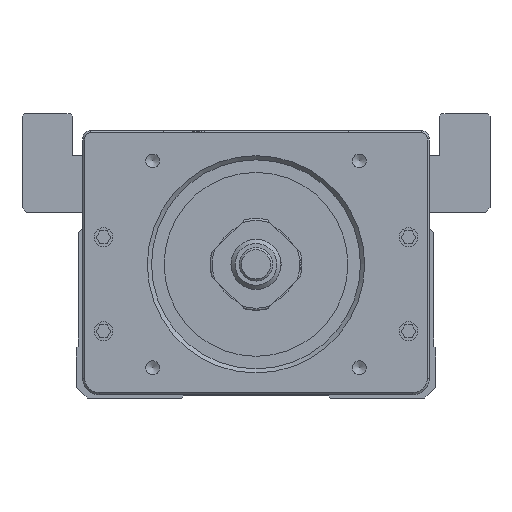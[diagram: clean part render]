
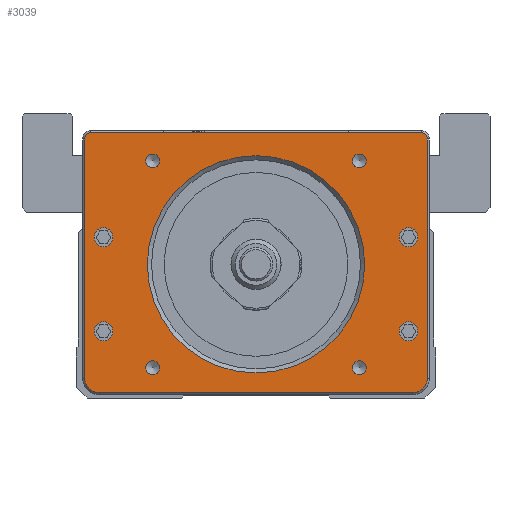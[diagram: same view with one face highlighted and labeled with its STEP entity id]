
A CAD part, front view. The second image highlights one B-rep face of the part: STEP entity #3039.
In plain terms, the highlighted planar face has unit normal (0, -1, 0).
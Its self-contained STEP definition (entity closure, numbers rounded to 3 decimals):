
#939=FACE_BOUND('',#6493,.T.);
#940=FACE_BOUND('',#6494,.T.);
#941=FACE_BOUND('',#6495,.T.);
#942=FACE_BOUND('',#6496,.T.);
#943=FACE_BOUND('',#6497,.T.);
#944=FACE_BOUND('',#6498,.T.);
#945=FACE_BOUND('',#6499,.T.);
#946=FACE_BOUND('',#6500,.T.);
#947=FACE_BOUND('',#6501,.T.);
#948=FACE_BOUND('',#6502,.T.);
#2059=CIRCLE('',#24841,26.);
#2060=CIRCLE('',#24842,1.65);
#2061=CIRCLE('',#24843,1.65);
#2062=CIRCLE('',#24844,1.65);
#2063=CIRCLE('',#24845,1.65);
#2064=CIRCLE('',#24846,1.5);
#2065=CIRCLE('',#24847,1.5);
#2066=CIRCLE('',#24848,3.5);
#2067=CIRCLE('',#24849,3.5);
#2068=CIRCLE('',#24850,2.25);
#2069=CIRCLE('',#24851,2.25);
#2070=CIRCLE('',#24852,2.25);
#2071=CIRCLE('',#24853,2.25);
#3039=ADVANCED_FACE('',(#939,#940,#941,#942,#943,#944,#945,#946,#947,#948),
#4170,.F.);
#4170=PLANE('',#24854);
#6493=EDGE_LOOP('',(#10845));
#6494=EDGE_LOOP('',(#10846));
#6495=EDGE_LOOP('',(#10847));
#6496=EDGE_LOOP('',(#10848));
#6497=EDGE_LOOP('',(#10849));
#6498=EDGE_LOOP('',(#10850,#10851,#10852,#10853,#10854,#10855,#10856,#10857));
#6499=EDGE_LOOP('',(#10858));
#6500=EDGE_LOOP('',(#10859));
#6501=EDGE_LOOP('',(#10860));
#6502=EDGE_LOOP('',(#10861));
#10845=ORIENTED_EDGE('',*,*,#17880,.T.);
#10846=ORIENTED_EDGE('',*,*,#17881,.T.);
#10847=ORIENTED_EDGE('',*,*,#17882,.T.);
#10848=ORIENTED_EDGE('',*,*,#17883,.T.);
#10849=ORIENTED_EDGE('',*,*,#17884,.T.);
#10850=ORIENTED_EDGE('',*,*,#17885,.T.);
#10851=ORIENTED_EDGE('',*,*,#17886,.T.);
#10852=ORIENTED_EDGE('',*,*,#17887,.T.);
#10853=ORIENTED_EDGE('',*,*,#17888,.T.);
#10854=ORIENTED_EDGE('',*,*,#17889,.T.);
#10855=ORIENTED_EDGE('',*,*,#17890,.T.);
#10856=ORIENTED_EDGE('',*,*,#17891,.T.);
#10857=ORIENTED_EDGE('',*,*,#17892,.T.);
#10858=ORIENTED_EDGE('',*,*,#17893,.T.);
#10859=ORIENTED_EDGE('',*,*,#17894,.T.);
#10860=ORIENTED_EDGE('',*,*,#17895,.T.);
#10861=ORIENTED_EDGE('',*,*,#17896,.T.);
#15147=VERTEX_POINT('',#37132);
#15148=VERTEX_POINT('',#37134);
#15149=VERTEX_POINT('',#37136);
#15150=VERTEX_POINT('',#37138);
#15151=VERTEX_POINT('',#37140);
#15152=VERTEX_POINT('',#37142);
#15153=VERTEX_POINT('',#37143);
#15154=VERTEX_POINT('',#37145);
#15155=VERTEX_POINT('',#37147);
#15156=VERTEX_POINT('',#37149);
#15157=VERTEX_POINT('',#37151);
#15158=VERTEX_POINT('',#37153);
#15159=VERTEX_POINT('',#37155);
#15160=VERTEX_POINT('',#37158);
#15161=VERTEX_POINT('',#37160);
#15162=VERTEX_POINT('',#37162);
#15163=VERTEX_POINT('',#37164);
#17880=EDGE_CURVE('',#15147,#15147,#2059,.T.);
#17881=EDGE_CURVE('',#15148,#15148,#2060,.T.);
#17882=EDGE_CURVE('',#15149,#15149,#2061,.T.);
#17883=EDGE_CURVE('',#15150,#15150,#2062,.T.);
#17884=EDGE_CURVE('',#15151,#15151,#2063,.T.);
#17885=EDGE_CURVE('',#15152,#15153,#20545,.T.);
#17886=EDGE_CURVE('',#15153,#15154,#2064,.T.);
#17887=EDGE_CURVE('',#15154,#15155,#20546,.T.);
#17888=EDGE_CURVE('',#15155,#15156,#2065,.T.);
#17889=EDGE_CURVE('',#15156,#15157,#20547,.T.);
#17890=EDGE_CURVE('',#15157,#15158,#2066,.T.);
#17891=EDGE_CURVE('',#15158,#15159,#20548,.T.);
#17892=EDGE_CURVE('',#15159,#15152,#2067,.T.);
#17893=EDGE_CURVE('',#15160,#15160,#2068,.T.);
#17894=EDGE_CURVE('',#15161,#15161,#2069,.T.);
#17895=EDGE_CURVE('',#15162,#15162,#2070,.T.);
#17896=EDGE_CURVE('',#15163,#15163,#2071,.T.);
#20545=LINE('',#37141,#22824);
#20546=LINE('',#37146,#22825);
#20547=LINE('',#37150,#22826);
#20548=LINE('',#37154,#22827);
#22824=VECTOR('',#29371,1.);
#22825=VECTOR('',#29374,1.);
#22826=VECTOR('',#29377,1.);
#22827=VECTOR('',#29380,1.);
#24841=AXIS2_PLACEMENT_3D('',#37131,#29361,#29362);
#24842=AXIS2_PLACEMENT_3D('',#37133,#29363,#29364);
#24843=AXIS2_PLACEMENT_3D('',#37135,#29365,#29366);
#24844=AXIS2_PLACEMENT_3D('',#37137,#29367,#29368);
#24845=AXIS2_PLACEMENT_3D('',#37139,#29369,#29370);
#24846=AXIS2_PLACEMENT_3D('',#37144,#29372,#29373);
#24847=AXIS2_PLACEMENT_3D('',#37148,#29375,#29376);
#24848=AXIS2_PLACEMENT_3D('',#37152,#29378,#29379);
#24849=AXIS2_PLACEMENT_3D('',#37156,#29381,#29382);
#24850=AXIS2_PLACEMENT_3D('',#37157,#29383,#29384);
#24851=AXIS2_PLACEMENT_3D('',#37159,#29385,#29386);
#24852=AXIS2_PLACEMENT_3D('',#37161,#29387,#29388);
#24853=AXIS2_PLACEMENT_3D('',#37163,#29389,#29390);
#24854=AXIS2_PLACEMENT_3D('',#37165,#29391,#29392);
#29361=DIRECTION('',(0.,1.,0.));
#29362=DIRECTION('',(0.,0.,1.));
#29363=DIRECTION('',(0.,1.,0.));
#29364=DIRECTION('',(0.,0.,1.));
#29365=DIRECTION('',(0.,1.,0.));
#29366=DIRECTION('',(0.,0.,1.));
#29367=DIRECTION('',(0.,1.,0.));
#29368=DIRECTION('',(0.,0.,1.));
#29369=DIRECTION('',(0.,1.,0.));
#29370=DIRECTION('',(0.,0.,1.));
#29371=DIRECTION('',(0.,0.,1.));
#29372=DIRECTION('',(0.,-1.,0.));
#29373=DIRECTION('',(0.,0.,1.));
#29374=DIRECTION('',(-1.,0.,0.));
#29375=DIRECTION('',(0.,-1.,0.));
#29376=DIRECTION('',(0.,0.,1.));
#29377=DIRECTION('',(0.,0.,-1.));
#29378=DIRECTION('',(0.,-1.,0.));
#29379=DIRECTION('',(0.,0.,1.));
#29380=DIRECTION('',(1.,0.,0.));
#29381=DIRECTION('',(0.,-1.,0.));
#29382=DIRECTION('',(0.,0.,1.));
#29383=DIRECTION('',(0.,1.,0.));
#29384=DIRECTION('',(0.,0.,1.));
#29385=DIRECTION('',(0.,1.,0.));
#29386=DIRECTION('',(0.,0.,1.));
#29387=DIRECTION('',(0.,1.,0.));
#29388=DIRECTION('',(0.,0.,1.));
#29389=DIRECTION('',(0.,1.,0.));
#29390=DIRECTION('',(0.,0.,1.));
#29391=DIRECTION('',(0.,1.,0.));
#29392=DIRECTION('',(0.,0.,-1.));
#37131=CARTESIAN_POINT('',(0.,-236.633,32.));
#37132=CARTESIAN_POINT('',(0.,-236.633,58.));
#37133=CARTESIAN_POINT('',(-24.749,-236.633,56.749));
#37134=CARTESIAN_POINT('',(-24.749,-236.633,58.399));
#37135=CARTESIAN_POINT('',(-24.749,-236.633,7.251));
#37136=CARTESIAN_POINT('',(-24.749,-236.633,8.901));
#37137=CARTESIAN_POINT('',(24.749,-236.633,7.251));
#37138=CARTESIAN_POINT('',(24.749,-236.633,8.901));
#37139=CARTESIAN_POINT('',(24.749,-236.633,56.749));
#37140=CARTESIAN_POINT('',(24.749,-236.633,58.399));
#37141=CARTESIAN_POINT('',(41.,-236.633,60.));
#37142=CARTESIAN_POINT('',(41.,-236.633,4.8));
#37143=CARTESIAN_POINT('',(41.,-236.633,62.));
#37144=CARTESIAN_POINT('',(39.5,-236.633,62.));
#37145=CARTESIAN_POINT('',(39.5,-236.633,63.5));
#37146=CARTESIAN_POINT('',(39.,-236.633,63.5));
#37147=CARTESIAN_POINT('',(-39.5,-236.633,63.5));
#37148=CARTESIAN_POINT('',(-39.5,-236.633,62.));
#37149=CARTESIAN_POINT('',(-41.,-236.633,62.));
#37150=CARTESIAN_POINT('',(-41.,-236.633,60.));
#37151=CARTESIAN_POINT('',(-41.,-236.633,4.8));
#37152=CARTESIAN_POINT('',(-37.5,-236.633,4.8));
#37153=CARTESIAN_POINT('',(-37.5,-236.633,1.3));
#37154=CARTESIAN_POINT('',(39.,-236.633,1.3));
#37155=CARTESIAN_POINT('',(37.5,-236.633,1.3));
#37156=CARTESIAN_POINT('',(37.5,-236.633,4.8));
#37157=CARTESIAN_POINT('',(-36.5,-236.633,38.5));
#37158=CARTESIAN_POINT('',(-36.5,-236.633,40.75));
#37159=CARTESIAN_POINT('',(-36.5,-236.633,16.));
#37160=CARTESIAN_POINT('',(-36.5,-236.633,18.25));
#37161=CARTESIAN_POINT('',(36.5,-236.633,38.5));
#37162=CARTESIAN_POINT('',(36.5,-236.633,40.75));
#37163=CARTESIAN_POINT('',(36.5,-236.633,16.));
#37164=CARTESIAN_POINT('',(36.5,-236.633,18.25));
#37165=CARTESIAN_POINT('',(39.,-236.633,60.));
